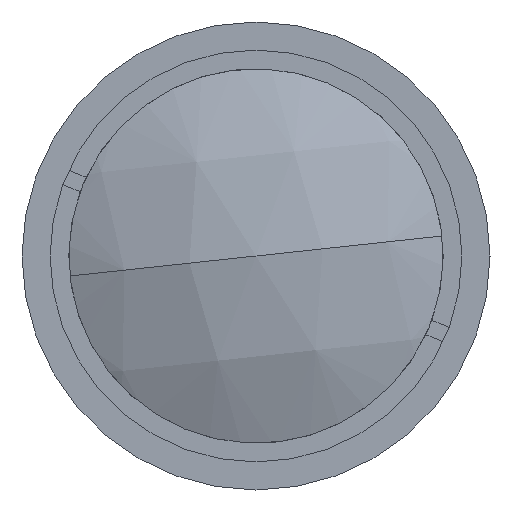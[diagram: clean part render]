
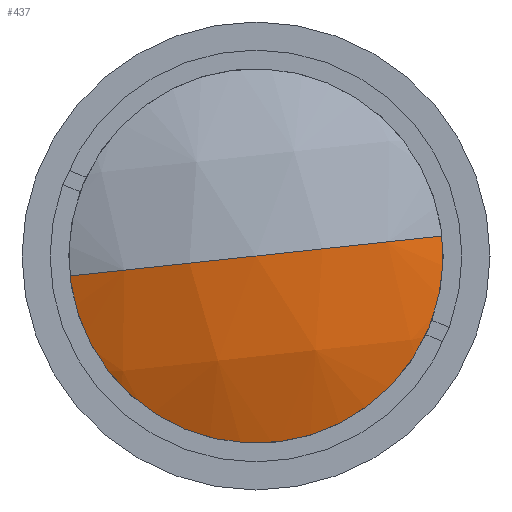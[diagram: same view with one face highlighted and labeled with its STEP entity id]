
A CAD part, left-side view. The second image highlights one B-rep face of the part: STEP entity #437.
In plain terms, the highlighted spherical face has radius 28.98 mm.
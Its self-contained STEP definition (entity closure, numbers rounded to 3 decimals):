
#292 = DIRECTION ( 'NONE',  ( 0., 0.107, 0.994 ) ) ;
#328 = AXIS2_PLACEMENT_3D ( 'NONE', #1367, #678, #1202 ) ;
#420 = FACE_OUTER_BOUND ( 'NONE', #713, .T. ) ;
#437 = ADVANCED_FACE ( 'NONE', ( #420 ), #2181, .T. ) ;
#585 = CARTESIAN_POINT ( 'NONE',  ( 30.347, 0., 0. ) ) ;
#677 = AXIS2_PLACEMENT_3D ( 'NONE', #1332, #292, #1507 ) ;
#678 = DIRECTION ( 'NONE',  ( 0., -0.107, -0.994 ) ) ;
#713 = EDGE_LOOP ( 'NONE', ( #2144, #1003, #2162 ) ) ;
#759 = DIRECTION ( 'NONE',  ( 0., 0.994, -0.107 ) ) ;
#819 = AXIS2_PLACEMENT_3D ( 'NONE', #585, #1782, #759 ) ;
#933 = CIRCLE ( 'NONE', #819, 28.98 ) ;
#971 = CARTESIAN_POINT ( 'NONE',  ( 1.367, 0., 0. ) ) ;
#1003 = ORIENTED_EDGE ( 'NONE', *, *, #1147, .T. ) ;
#1026 = DIRECTION ( 'NONE',  ( -1., 0., 0. ) ) ;
#1147 = EDGE_CURVE ( 'NONE', #1197, #2112, #933, .T. ) ;
#1197 = VERTEX_POINT ( 'NONE', #1635 ) ;
#1199 = CARTESIAN_POINT ( 'NONE',  ( 4.201, 12.428, -1.335 ) ) ;
#1202 = DIRECTION ( 'NONE',  ( 0., 0.994, -0.107 ) ) ;
#1332 = CARTESIAN_POINT ( 'NONE',  ( 30.347, 0., 0. ) ) ;
#1367 = CARTESIAN_POINT ( 'NONE',  ( 30.347, 0., 0. ) ) ;
#1507 = DIRECTION ( 'NONE',  ( 0., -0.994, 0.107 ) ) ;
#1635 = CARTESIAN_POINT ( 'NONE',  ( 4.201, -12.428, 1.335 ) ) ;
#1707 = VERTEX_POINT ( 'NONE', #1199 ) ;
#1721 = EDGE_CURVE ( 'NONE', #1707, #1197, #1990, .T. ) ;
#1782 = DIRECTION ( 'NONE',  ( 0., -0.107, -0.994 ) ) ;
#1911 = AXIS2_PLACEMENT_3D ( 'NONE', #2044, #1026, #2207 ) ;
#1990 = CIRCLE ( 'NONE', #1911, 12.5 ) ;
#2044 = CARTESIAN_POINT ( 'NONE',  ( 4.201, 0., 0. ) ) ;
#2059 = CIRCLE ( 'NONE', #677, 28.98 ) ;
#2112 = VERTEX_POINT ( 'NONE', #971 ) ;
#2124 = EDGE_CURVE ( 'NONE', #1707, #2112, #2059, .T. ) ;
#2144 = ORIENTED_EDGE ( 'NONE', *, *, #1721, .T. ) ;
#2162 = ORIENTED_EDGE ( 'NONE', *, *, #2124, .F. ) ;
#2181 = SPHERICAL_SURFACE ( 'NONE', #328, 28.98 ) ;
#2207 = DIRECTION ( 'NONE',  ( 0., 0.107, 0.994 ) ) ;
